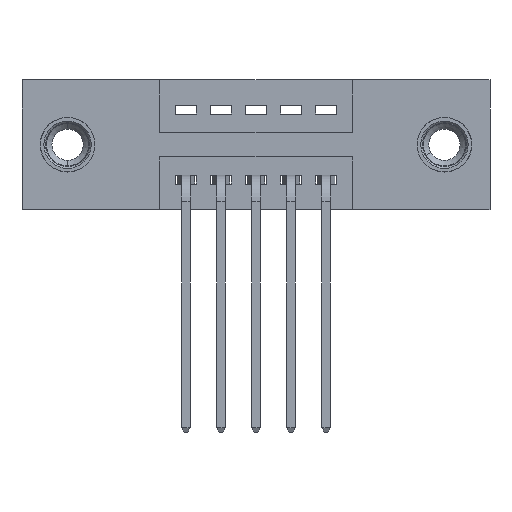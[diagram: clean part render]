
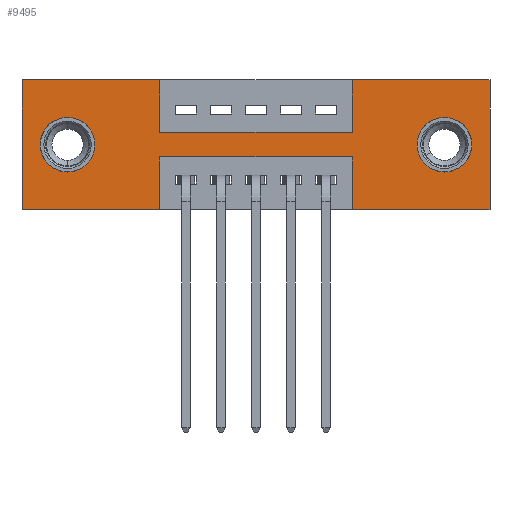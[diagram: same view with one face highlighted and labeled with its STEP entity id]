
A CAD part, front view. The second image highlights one B-rep face of the part: STEP entity #9495.
In plain terms, the highlighted planar face has unit normal (0, -1, 0).
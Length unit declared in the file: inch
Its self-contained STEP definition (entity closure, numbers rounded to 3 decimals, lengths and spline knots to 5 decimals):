
#135 = FACE_OUTER_BOUND ( 'NONE', #9002, .T. ) ;
#190 = CARTESIAN_POINT ( 'NONE',  ( 0.9425, 0., -0.22 ) ) ;
#346 = EDGE_LOOP ( 'NONE', ( #4010, #3446 ) ) ;
#351 = LINE ( 'NONE', #9291, #2138 ) ;
#447 = EDGE_CURVE ( 'NONE', #8072, #6198, #4387, .T. ) ;
#464 = ORIENTED_EDGE ( 'NONE', *, *, #9278, .F. ) ;
#550 = PLANE ( 'NONE',  #9449 ) ;
#577 = VECTOR ( 'NONE', #3820, 39.37008 ) ;
#674 = CARTESIAN_POINT ( 'NONE',  ( 1.335, 0., 0. ) ) ;
#782 = EDGE_CURVE ( 'NONE', #4417, #6187, #8804, .T. ) ;
#830 = DIRECTION ( 'NONE',  ( 0., 0., 1. ) ) ;
#895 = VERTEX_POINT ( 'NONE', #3225 ) ;
#900 = ORIENTED_EDGE ( 'NONE', *, *, #9826, .F. ) ;
#937 = AXIS2_PLACEMENT_3D ( 'NONE', #4003, #9392, #9357 ) ;
#1034 = EDGE_CURVE ( 'NONE', #895, #5272, #6554, .T. ) ;
#1075 = CARTESIAN_POINT ( 'NONE',  ( 0., 0., 0. ) ) ;
#1118 = CARTESIAN_POINT ( 'NONE',  ( 0.9425, 0., -0.37 ) ) ;
#1145 = VERTEX_POINT ( 'NONE', #8862 ) ;
#1226 = AXIS2_PLACEMENT_3D ( 'NONE', #6788, #6852, #2252 ) ;
#1489 = ORIENTED_EDGE ( 'NONE', *, *, #1034, .F. ) ;
#1530 = VECTOR ( 'NONE', #4917, 39.37008 ) ;
#1626 = LINE ( 'NONE', #3497, #6519 ) ;
#1803 = VECTOR ( 'NONE', #4945, 39.37008 ) ;
#2081 = DIRECTION ( 'NONE',  ( 0., 0., -1. ) ) ;
#2138 = VECTOR ( 'NONE', #2752, 39.37008 ) ;
#2252 = DIRECTION ( 'NONE',  ( 0., 0., 1. ) ) ;
#2309 = CARTESIAN_POINT ( 'NONE',  ( 0.3925, 0., 0. ) ) ;
#2359 = AXIS2_PLACEMENT_3D ( 'NONE', #9895, #9958, #9993 ) ;
#2405 = CARTESIAN_POINT ( 'NONE',  ( 0.3925, 0., 0. ) ) ;
#2437 = EDGE_LOOP ( 'NONE', ( #3555, #5318 ) ) ;
#2474 = LINE ( 'NONE', #4874, #8667 ) ;
#2475 = DIRECTION ( 'NONE',  ( 0., 0., -1. ) ) ;
#2552 = DIRECTION ( 'NONE',  ( 1., 0., 0. ) ) ;
#2629 = VERTEX_POINT ( 'NONE', #4778 ) ;
#2752 = DIRECTION ( 'NONE',  ( 1., 0., 0. ) ) ;
#2811 = VERTEX_POINT ( 'NONE', #2309 ) ;
#2913 = CARTESIAN_POINT ( 'NONE',  ( 0., 0., -0.37 ) ) ;
#3110 = VERTEX_POINT ( 'NONE', #674 ) ;
#3133 = VERTEX_POINT ( 'NONE', #6858 ) ;
#3171 = DIRECTION ( 'NONE',  ( 0., 1., 0. ) ) ;
#3225 = CARTESIAN_POINT ( 'NONE',  ( 0.9425, 0., -0.37 ) ) ;
#3378 = VERTEX_POINT ( 'NONE', #8986 ) ;
#3445 = LINE ( 'NONE', #6956, #577 ) ;
#3446 = ORIENTED_EDGE ( 'NONE', *, *, #5855, .T. ) ;
#3497 = CARTESIAN_POINT ( 'NONE',  ( 0.3925, 0., -0.22 ) ) ;
#3555 = ORIENTED_EDGE ( 'NONE', *, *, #4600, .T. ) ;
#3598 = EDGE_CURVE ( 'NONE', #5628, #3110, #6115, .T. ) ;
#3603 = LINE ( 'NONE', #5563, #4554 ) ;
#3686 = ORIENTED_EDGE ( 'NONE', *, *, #10002, .F. ) ;
#3726 = VECTOR ( 'NONE', #9352, 39.37008 ) ;
#3801 = ORIENTED_EDGE ( 'NONE', *, *, #7470, .F. ) ;
#3820 = DIRECTION ( 'NONE',  ( 0., 0., 1. ) ) ;
#3838 = VECTOR ( 'NONE', #2475, 39.37008 ) ;
#3839 = EDGE_CURVE ( 'NONE', #8621, #4417, #6240, .T. ) ;
#4003 = CARTESIAN_POINT ( 'NONE',  ( 1.205, 0., -0.185 ) ) ;
#4010 = ORIENTED_EDGE ( 'NONE', *, *, #9195, .T. ) ;
#4154 = CARTESIAN_POINT ( 'NONE',  ( 0., 0., -0.37 ) ) ;
#4184 = ORIENTED_EDGE ( 'NONE', *, *, #5468, .F. ) ;
#4247 = DIRECTION ( 'NONE',  ( -1., 0., 0. ) ) ;
#4318 = LINE ( 'NONE', #2405, #3838 ) ;
#4322 = CARTESIAN_POINT ( 'NONE',  ( 0.3925, 0., -0.37 ) ) ;
#4387 = CIRCLE ( 'NONE', #937, 0.078 ) ;
#4417 = VERTEX_POINT ( 'NONE', #6729 ) ;
#4554 = VECTOR ( 'NONE', #9599, 39.37008 ) ;
#4600 = EDGE_CURVE ( 'NONE', #6198, #8072, #7219, .T. ) ;
#4778 = CARTESIAN_POINT ( 'NONE',  ( 0.13, 0., -0.263 ) ) ;
#4864 = CARTESIAN_POINT ( 'NONE',  ( 1.205, 0., -0.263 ) ) ;
#4874 = CARTESIAN_POINT ( 'NONE',  ( 0., 0., 0. ) ) ;
#4917 = DIRECTION ( 'NONE',  ( 0., 0., 1. ) ) ;
#4945 = DIRECTION ( 'NONE',  ( 0., 0., 1. ) ) ;
#5140 = EDGE_CURVE ( 'NONE', #3133, #7503, #351, .T. ) ;
#5272 = VERTEX_POINT ( 'NONE', #190 ) ;
#5279 = ORIENTED_EDGE ( 'NONE', *, *, #7662, .F. ) ;
#5318 = ORIENTED_EDGE ( 'NONE', *, *, #447, .T. ) ;
#5468 = EDGE_CURVE ( 'NONE', #6187, #6076, #9295, .T. ) ;
#5543 = FACE_BOUND ( 'NONE', #346, .T. ) ;
#5563 = CARTESIAN_POINT ( 'NONE',  ( 1.335, 0., 0. ) ) ;
#5628 = VERTEX_POINT ( 'NONE', #7414 ) ;
#5855 = EDGE_CURVE ( 'NONE', #2629, #1145, #9867, .T. ) ;
#5946 = EDGE_CURVE ( 'NONE', #7503, #5628, #3445, .T. ) ;
#5987 = VECTOR ( 'NONE', #6644, 39.37008 ) ;
#6019 = AXIS2_PLACEMENT_3D ( 'NONE', #6957, #3171, #830 ) ;
#6076 = VERTEX_POINT ( 'NONE', #7938 ) ;
#6115 = LINE ( 'NONE', #9084, #3726 ) ;
#6148 = CARTESIAN_POINT ( 'NONE',  ( 0., 0., -0.37 ) ) ;
#6187 = VERTEX_POINT ( 'NONE', #4154 ) ;
#6198 = VERTEX_POINT ( 'NONE', #7342 ) ;
#6240 = LINE ( 'NONE', #4322, #5987 ) ;
#6381 = CARTESIAN_POINT ( 'NONE',  ( 0.9425, 0., -0.15 ) ) ;
#6500 = CARTESIAN_POINT ( 'NONE',  ( 0., 0., -0.37 ) ) ;
#6519 = VECTOR ( 'NONE', #9804, 39.37008 ) ;
#6554 = LINE ( 'NONE', #1118, #1530 ) ;
#6644 = DIRECTION ( 'NONE',  ( 0., 0., -1. ) ) ;
#6675 = DIRECTION ( 'NONE',  ( 0., -1., 0. ) ) ;
#6729 = CARTESIAN_POINT ( 'NONE',  ( 0.3925, 0., -0.37 ) ) ;
#6788 = CARTESIAN_POINT ( 'NONE',  ( 0.13, 0., -0.185 ) ) ;
#6852 = DIRECTION ( 'NONE',  ( 0., 1., 0. ) ) ;
#6855 = VECTOR ( 'NONE', #4247, 39.37008 ) ;
#6858 = CARTESIAN_POINT ( 'NONE',  ( 0.3925, 0., -0.15 ) ) ;
#6956 = CARTESIAN_POINT ( 'NONE',  ( 0.9425, 0., 0. ) ) ;
#6957 = CARTESIAN_POINT ( 'NONE',  ( 0.13, 0., -0.185 ) ) ;
#6968 = CARTESIAN_POINT ( 'NONE',  ( 0.3925, 0., -0.22 ) ) ;
#7219 = CIRCLE ( 'NONE', #2359, 0.078 ) ;
#7342 = CARTESIAN_POINT ( 'NONE',  ( 1.205, 0., -0.107 ) ) ;
#7414 = CARTESIAN_POINT ( 'NONE',  ( 0.9425, 0., 0. ) ) ;
#7470 = EDGE_CURVE ( 'NONE', #6076, #2811, #2474, .T. ) ;
#7503 = VERTEX_POINT ( 'NONE', #6381 ) ;
#7566 = CIRCLE ( 'NONE', #6019, 0.078 ) ;
#7643 = ORIENTED_EDGE ( 'NONE', *, *, #3598, .F. ) ;
#7662 = EDGE_CURVE ( 'NONE', #5272, #8621, #1626, .T. ) ;
#7747 = DIRECTION ( 'NONE',  ( -1., 0., 0. ) ) ;
#7938 = CARTESIAN_POINT ( 'NONE',  ( 0., 0., 0. ) ) ;
#8072 = VERTEX_POINT ( 'NONE', #4864 ) ;
#8101 = ORIENTED_EDGE ( 'NONE', *, *, #3839, .F. ) ;
#8621 = VERTEX_POINT ( 'NONE', #6968 ) ;
#8640 = ORIENTED_EDGE ( 'NONE', *, *, #5946, .F. ) ;
#8667 = VECTOR ( 'NONE', #2552, 39.37008 ) ;
#8690 = VECTOR ( 'NONE', #7747, 39.37008 ) ;
#8804 = LINE ( 'NONE', #6148, #8690 ) ;
#8862 = CARTESIAN_POINT ( 'NONE',  ( 0.13, 0., -0.107 ) ) ;
#8974 = LINE ( 'NONE', #6500, #6855 ) ;
#8980 = FACE_BOUND ( 'NONE', #2437, .T. ) ;
#8986 = CARTESIAN_POINT ( 'NONE',  ( 1.335, 0., -0.37 ) ) ;
#9002 = EDGE_LOOP ( 'NONE', ( #8101, #5279, #1489, #3686, #900, #7643, #8640, #9908, #464, #3801, #4184, #9370 ) ) ;
#9084 = CARTESIAN_POINT ( 'NONE',  ( 0., 0., 0. ) ) ;
#9195 = EDGE_CURVE ( 'NONE', #1145, #2629, #7566, .T. ) ;
#9278 = EDGE_CURVE ( 'NONE', #2811, #3133, #4318, .T. ) ;
#9291 = CARTESIAN_POINT ( 'NONE',  ( 0.3925, 0., -0.15 ) ) ;
#9295 = LINE ( 'NONE', #1075, #1803 ) ;
#9352 = DIRECTION ( 'NONE',  ( 1., 0., 0. ) ) ;
#9357 = DIRECTION ( 'NONE',  ( 0., 0., -1. ) ) ;
#9370 = ORIENTED_EDGE ( 'NONE', *, *, #782, .F. ) ;
#9392 = DIRECTION ( 'NONE',  ( 0., 1., 0. ) ) ;
#9449 = AXIS2_PLACEMENT_3D ( 'NONE', #2913, #6675, #2081 ) ;
#9495 = ADVANCED_FACE ( 'NONE', ( #8980, #5543, #135 ), #550, .T. ) ;
#9599 = DIRECTION ( 'NONE',  ( 0., 0., -1. ) ) ;
#9804 = DIRECTION ( 'NONE',  ( -1., 0., 0. ) ) ;
#9826 = EDGE_CURVE ( 'NONE', #3110, #3378, #3603, .T. ) ;
#9867 = CIRCLE ( 'NONE', #1226, 0.078 ) ;
#9895 = CARTESIAN_POINT ( 'NONE',  ( 1.205, 0., -0.185 ) ) ;
#9908 = ORIENTED_EDGE ( 'NONE', *, *, #5140, .F. ) ;
#9958 = DIRECTION ( 'NONE',  ( 0., 1., 0. ) ) ;
#9993 = DIRECTION ( 'NONE',  ( 0., 0., -1. ) ) ;
#10002 = EDGE_CURVE ( 'NONE', #3378, #895, #8974, .T. ) ;
